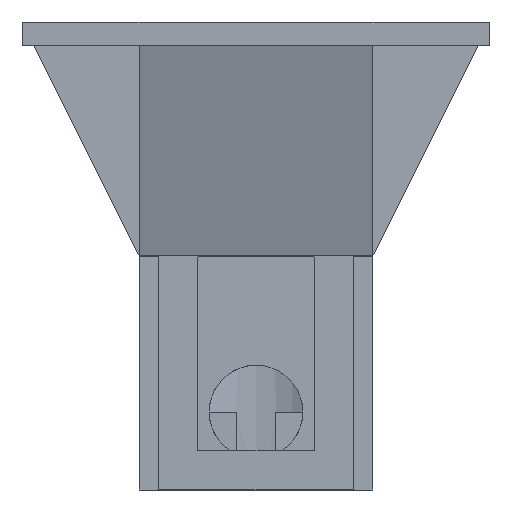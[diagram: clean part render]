
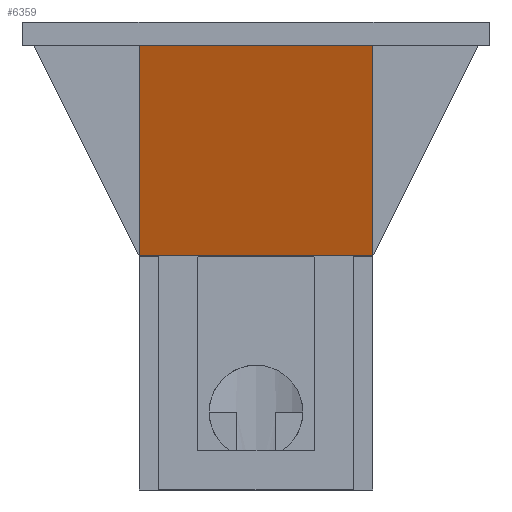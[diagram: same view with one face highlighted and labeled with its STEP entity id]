
A CAD part, left-side view. The second image highlights one B-rep face of the part: STEP entity #6359.
In plain terms, the highlighted planar face has unit normal (-0.949, 0, -0.316).
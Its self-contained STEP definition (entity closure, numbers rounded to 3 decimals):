
#2197 = PLANE('',#2198);
#2198 = AXIS2_PLACEMENT_3D('',#2199,#2200,#2201);
#2199 = CARTESIAN_POINT('',(-10.,0.,-0.3));
#2200 = DIRECTION('',(0.,0.,1.));
#2201 = DIRECTION('',(1.,0.,0.));
#4229 = VERTEX_POINT('',#4230);
#4230 = CARTESIAN_POINT('',(-12.4,-1.5,-0.3));
#4244 = PLANE('',#4245);
#4245 = AXIS2_PLACEMENT_3D('',#4246,#4247,#4248);
#4246 = CARTESIAN_POINT('',(-5.291,-1.5,-1.455));
#4247 = DIRECTION('',(0.,1.,0.));
#4248 = DIRECTION('',(0.,0.,1.));
#4256 = EDGE_CURVE('',#4257,#4229,#4259,.T.);
#4257 = VERTEX_POINT('',#4258);
#4258 = CARTESIAN_POINT('',(-12.4,1.5,-0.3));
#4259 = SURFACE_CURVE('',#4260,(#4264,#4271),.PCURVE_S1.);
#4260 = LINE('',#4261,#4262);
#4261 = CARTESIAN_POINT('',(-12.4,0.75,-0.3));
#4262 = VECTOR('',#4263,1.);
#4263 = DIRECTION('',(0.,-1.,0.));
#4264 = PCURVE('',#2197,#4265);
#4265 = DEFINITIONAL_REPRESENTATION('',(#4266),#4270);
#4266 = LINE('',#4267,#4268);
#4267 = CARTESIAN_POINT('',(-2.4,0.75));
#4268 = VECTOR('',#4269,1.);
#4269 = DIRECTION('',(0.,-1.));
#4270 = ( GEOMETRIC_REPRESENTATION_CONTEXT(2) 
PARAMETRIC_REPRESENTATION_CONTEXT() REPRESENTATION_CONTEXT('2D SPACE',''
  ) );
#4271 = PCURVE('',#4272,#4277);
#4272 = PLANE('',#4273);
#4273 = AXIS2_PLACEMENT_3D('',#4274,#4275,#4276);
#4274 = CARTESIAN_POINT('',(-12.5,1.5,0.));
#4275 = DIRECTION('',(0.949,0.,0.316));
#4276 = DIRECTION('',(0.316,0.,-0.949));
#4277 = DEFINITIONAL_REPRESENTATION('',(#4278),#4282);
#4278 = LINE('',#4279,#4280);
#4279 = CARTESIAN_POINT('',(0.316,-0.75));
#4280 = VECTOR('',#4281,1.);
#4281 = DIRECTION('',(0.,-1.));
#4282 = ( GEOMETRIC_REPRESENTATION_CONTEXT(2) 
PARAMETRIC_REPRESENTATION_CONTEXT() REPRESENTATION_CONTEXT('2D SPACE',''
  ) );
#4300 = PLANE('',#4301);
#4301 = AXIS2_PLACEMENT_3D('',#4302,#4303,#4304);
#4302 = CARTESIAN_POINT('',(-5.291,1.5,-1.455));
#4303 = DIRECTION('',(0.,1.,0.));
#4304 = DIRECTION('',(0.,0.,1.));
#4946 = PLANE('',#4947);
#4947 = AXIS2_PLACEMENT_3D('',#4948,#4949,#4950);
#4948 = CARTESIAN_POINT('',(-11.5,1.5,-3.));
#4949 = DIRECTION('',(0.,0.,1.));
#4950 = DIRECTION('',(1.,0.,0.));
#6263 = VERTEX_POINT('',#6264);
#6264 = CARTESIAN_POINT('',(-11.5,1.5,-3.));
#6337 = EDGE_CURVE('',#4257,#6263,#6338,.T.);
#6338 = SURFACE_CURVE('',#6339,(#6343,#6350),.PCURVE_S1.);
#6339 = LINE('',#6340,#6341);
#6340 = CARTESIAN_POINT('',(-12.5,1.5,0.));
#6341 = VECTOR('',#6342,1.);
#6342 = DIRECTION('',(0.316,0.,-0.949));
#6343 = PCURVE('',#4300,#6344);
#6344 = DEFINITIONAL_REPRESENTATION('',(#6345),#6349);
#6345 = LINE('',#6346,#6347);
#6346 = CARTESIAN_POINT('',(1.455,-7.209));
#6347 = VECTOR('',#6348,1.);
#6348 = DIRECTION('',(-0.949,0.316));
#6349 = ( GEOMETRIC_REPRESENTATION_CONTEXT(2) 
PARAMETRIC_REPRESENTATION_CONTEXT() REPRESENTATION_CONTEXT('2D SPACE',''
  ) );
#6350 = PCURVE('',#4272,#6351);
#6351 = DEFINITIONAL_REPRESENTATION('',(#6352),#6356);
#6352 = LINE('',#6353,#6354);
#6353 = CARTESIAN_POINT('',(0.,-0.));
#6354 = VECTOR('',#6355,1.);
#6355 = DIRECTION('',(1.,0.));
#6356 = ( GEOMETRIC_REPRESENTATION_CONTEXT(2) 
PARAMETRIC_REPRESENTATION_CONTEXT() REPRESENTATION_CONTEXT('2D SPACE',''
  ) );
#6359 = ADVANCED_FACE('',(#6360),#4272,.F.);
#6360 = FACE_BOUND('',#6361,.F.);
#6361 = EDGE_LOOP('',(#6362,#6363,#6364,#6387));
#6362 = ORIENTED_EDGE('',*,*,#6337,.F.);
#6363 = ORIENTED_EDGE('',*,*,#4256,.T.);
#6364 = ORIENTED_EDGE('',*,*,#6365,.T.);
#6365 = EDGE_CURVE('',#4229,#6366,#6368,.T.);
#6366 = VERTEX_POINT('',#6367);
#6367 = CARTESIAN_POINT('',(-11.5,-1.5,-3.));
#6368 = SURFACE_CURVE('',#6369,(#6373,#6380),.PCURVE_S1.);
#6369 = LINE('',#6370,#6371);
#6370 = CARTESIAN_POINT('',(-12.5,-1.5,0.));
#6371 = VECTOR('',#6372,1.);
#6372 = DIRECTION('',(0.316,0.,-0.949));
#6373 = PCURVE('',#4272,#6374);
#6374 = DEFINITIONAL_REPRESENTATION('',(#6375),#6379);
#6375 = LINE('',#6376,#6377);
#6376 = CARTESIAN_POINT('',(0.,-3.));
#6377 = VECTOR('',#6378,1.);
#6378 = DIRECTION('',(1.,0.));
#6379 = ( GEOMETRIC_REPRESENTATION_CONTEXT(2) 
PARAMETRIC_REPRESENTATION_CONTEXT() REPRESENTATION_CONTEXT('2D SPACE',''
  ) );
#6380 = PCURVE('',#4244,#6381);
#6381 = DEFINITIONAL_REPRESENTATION('',(#6382),#6386);
#6382 = LINE('',#6383,#6384);
#6383 = CARTESIAN_POINT('',(1.455,-7.209));
#6384 = VECTOR('',#6385,1.);
#6385 = DIRECTION('',(-0.949,0.316));
#6386 = ( GEOMETRIC_REPRESENTATION_CONTEXT(2) 
PARAMETRIC_REPRESENTATION_CONTEXT() REPRESENTATION_CONTEXT('2D SPACE',''
  ) );
#6387 = ORIENTED_EDGE('',*,*,#6388,.F.);
#6388 = EDGE_CURVE('',#6263,#6366,#6389,.T.);
#6389 = SURFACE_CURVE('',#6390,(#6394,#6401),.PCURVE_S1.);
#6390 = LINE('',#6391,#6392);
#6391 = CARTESIAN_POINT('',(-11.5,1.5,-3.));
#6392 = VECTOR('',#6393,1.);
#6393 = DIRECTION('',(0.,-1.,0.));
#6394 = PCURVE('',#4272,#6395);
#6395 = DEFINITIONAL_REPRESENTATION('',(#6396),#6400);
#6396 = LINE('',#6397,#6398);
#6397 = CARTESIAN_POINT('',(3.162,-0.));
#6398 = VECTOR('',#6399,1.);
#6399 = DIRECTION('',(0.,-1.));
#6400 = ( GEOMETRIC_REPRESENTATION_CONTEXT(2) 
PARAMETRIC_REPRESENTATION_CONTEXT() REPRESENTATION_CONTEXT('2D SPACE',''
  ) );
#6401 = PCURVE('',#4946,#6402);
#6402 = DEFINITIONAL_REPRESENTATION('',(#6403),#6407);
#6403 = LINE('',#6404,#6405);
#6404 = CARTESIAN_POINT('',(0.,0.));
#6405 = VECTOR('',#6406,1.);
#6406 = DIRECTION('',(0.,-1.));
#6407 = ( GEOMETRIC_REPRESENTATION_CONTEXT(2) 
PARAMETRIC_REPRESENTATION_CONTEXT() REPRESENTATION_CONTEXT('2D SPACE',''
  ) );
